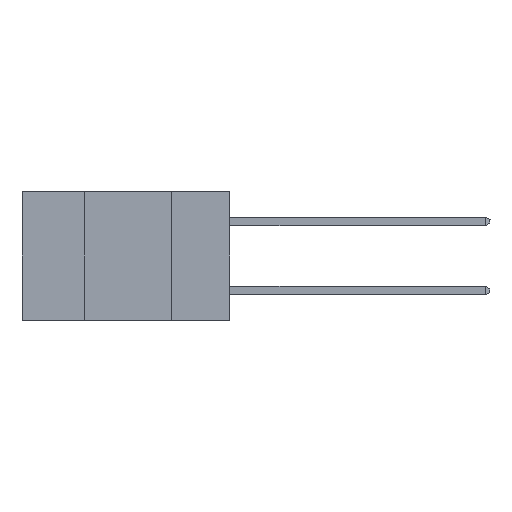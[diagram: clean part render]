
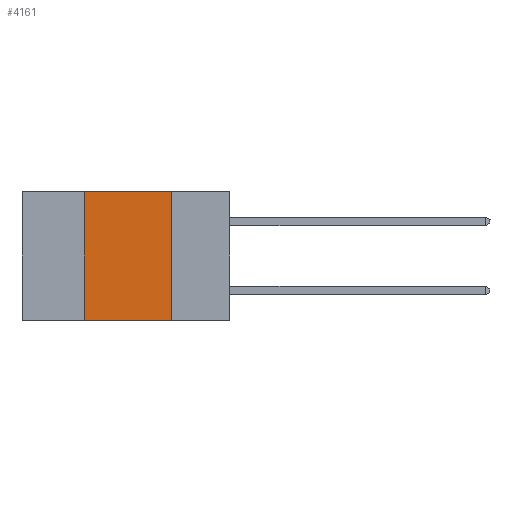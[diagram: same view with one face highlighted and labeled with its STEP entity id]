
A CAD part, left-side view. The second image highlights one B-rep face of the part: STEP entity #4161.
In plain terms, the highlighted planar face has unit normal (-1, 0, 0).
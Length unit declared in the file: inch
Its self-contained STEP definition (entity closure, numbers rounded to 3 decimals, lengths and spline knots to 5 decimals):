
#459 = FACE_OUTER_BOUND ( 'NONE', #10384, .T. ) ;
#503 = VECTOR ( 'NONE', #5180, 39.37008 ) ;
#1318 = CARTESIAN_POINT ( 'NONE',  ( 0., 0.42, 0. ) ) ;
#2002 = ORIENTED_EDGE ( 'NONE', *, *, #14973, .F. ) ;
#4161 = ADVANCED_FACE ( 'NONE', ( #459 ), #6336, .F. ) ;
#4801 = DIRECTION ( 'NONE',  ( 0., 0., -1. ) ) ;
#5101 = AXIS2_PLACEMENT_3D ( 'NONE', #18898, #6731, #4801 ) ;
#5180 = DIRECTION ( 'NONE',  ( 0., 0., -1. ) ) ;
#6336 = PLANE ( 'NONE',  #5101 ) ;
#6731 = DIRECTION ( 'NONE',  ( 1., 0., 0. ) ) ;
#7104 = VECTOR ( 'NONE', #18417, 39.37008 ) ;
#7260 = VERTEX_POINT ( 'NONE', #14230 ) ;
#7480 = LINE ( 'NONE', #18626, #7104 ) ;
#7509 = ORIENTED_EDGE ( 'NONE', *, *, #18955, .F. ) ;
#9794 = VERTEX_POINT ( 'NONE', #16141 ) ;
#10085 = VERTEX_POINT ( 'NONE', #15719 ) ;
#10384 = EDGE_LOOP ( 'NONE', ( #17500, #2002, #7509, #13823 ) ) ;
#10426 = CARTESIAN_POINT ( 'NONE',  ( 0., 0.42, -0.37 ) ) ;
#11346 = DIRECTION ( 'NONE',  ( 0., -1., 0. ) ) ;
#11558 = LINE ( 'NONE', #17834, #14669 ) ;
#13111 = CARTESIAN_POINT ( 'NONE',  ( 0., 0.17, -0.37 ) ) ;
#13823 = ORIENTED_EDGE ( 'NONE', *, *, #15402, .T. ) ;
#13842 = EDGE_CURVE ( 'NONE', #10085, #9794, #17434, .T. ) ;
#13844 = DIRECTION ( 'NONE',  ( 0., 0., 1. ) ) ;
#14230 = CARTESIAN_POINT ( 'NONE',  ( 0., 0.42, -0.37 ) ) ;
#14669 = VECTOR ( 'NONE', #11346, 39.37008 ) ;
#14973 = EDGE_CURVE ( 'NONE', #17146, #10085, #11558, .T. ) ;
#15402 = EDGE_CURVE ( 'NONE', #7260, #9794, #7480, .T. ) ;
#15450 = VECTOR ( 'NONE', #13844, 39.37008 ) ;
#15719 = CARTESIAN_POINT ( 'NONE',  ( 0., 0.17, 0. ) ) ;
#16141 = CARTESIAN_POINT ( 'NONE',  ( 0., 0.17, -0.37 ) ) ;
#17146 = VERTEX_POINT ( 'NONE', #1318 ) ;
#17434 = LINE ( 'NONE', #13111, #503 ) ;
#17500 = ORIENTED_EDGE ( 'NONE', *, *, #13842, .F. ) ;
#17834 = CARTESIAN_POINT ( 'NONE',  ( 0., 0.6, 0. ) ) ;
#18373 = LINE ( 'NONE', #10426, #15450 ) ;
#18417 = DIRECTION ( 'NONE',  ( 0., -1., 0. ) ) ;
#18626 = CARTESIAN_POINT ( 'NONE',  ( 0., 0.6, -0.37 ) ) ;
#18898 = CARTESIAN_POINT ( 'NONE',  ( 0., 0.6, 0. ) ) ;
#18955 = EDGE_CURVE ( 'NONE', #7260, #17146, #18373, .T. ) ;
